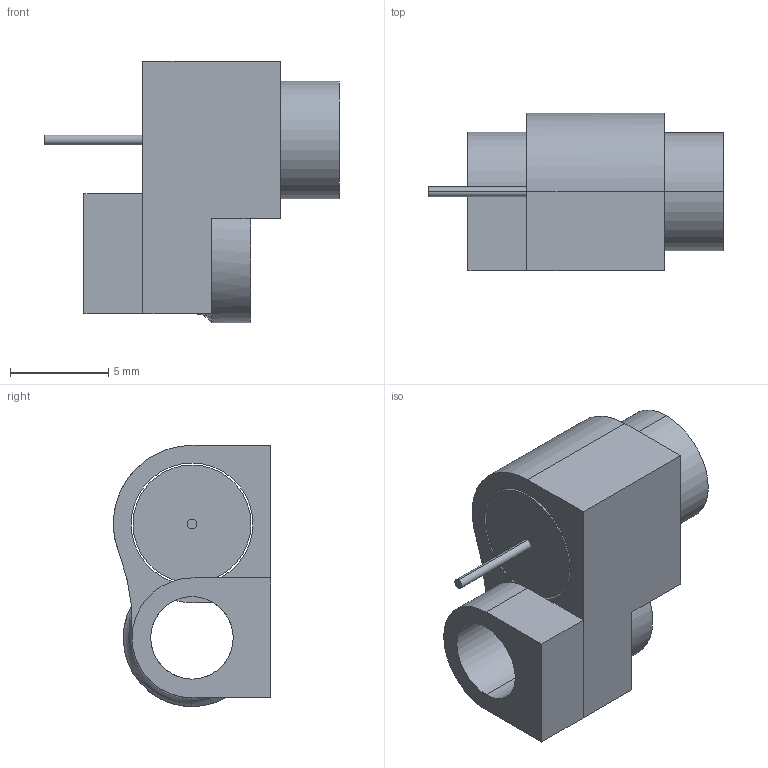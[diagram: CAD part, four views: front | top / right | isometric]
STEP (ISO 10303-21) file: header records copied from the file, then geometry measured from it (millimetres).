
FILE_DESCRIPTION (( 'STEP AP203' ), '1' );
FILE_NAME ('Mount_L.STEP', '2022-08-15T13:49:47', ( '' ), ( '' ), 'SwSTEP 2.0', 'SolidWorks 2022', '' );
FILE_SCHEMA (( 'CONFIG_CONTROL_DESIGN' ));
Length unit declared in the file: millimetre
Products named in the file (4): Mount_L; Assem2; mushak_motor; New_mount
Assembly tree (3 placements, depth 3):
  Mount_L
    New_mount
    Assem2
      mushak_motor
Bounding box: 15 x 8 x 13.3 mm (x, y, z)
Volume: 644 mm3; surface area: 977.2 mm2
Topology: 3 solids, 3 shells, 39 faces, 96 edges, 63 vertices
Faces by surface type: plane 19, cylinder 17, torus 2, bspline 1
Entity records: 1808 total; most frequent: CARTESIAN_POINT 436, DIRECTION 220, ORIENTED_EDGE 192, EDGE_CURVE 96, AXIS2_PLACEMENT_3D 86, VERTEX_POINT 63, VECTOR 48, LINE 48
